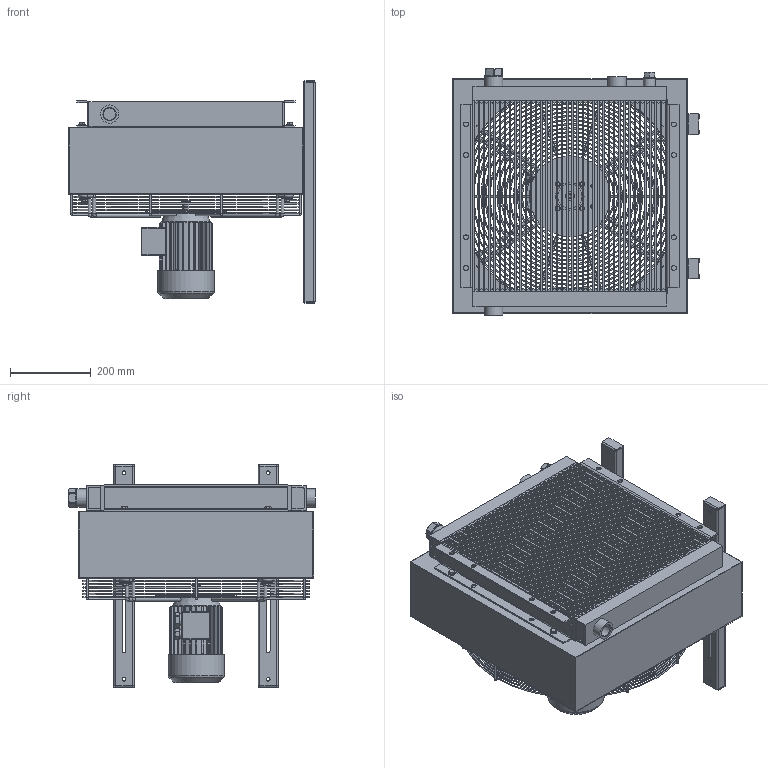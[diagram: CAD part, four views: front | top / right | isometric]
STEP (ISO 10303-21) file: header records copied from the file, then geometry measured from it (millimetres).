
FILE_DESCRIPTION((''),'2;1');
FILE_NAME('LAC2-023-6-D-00-000-0-0.stp','2008-06-05T11:02:47',('smasc'),(''),'Autodesk Inventor 2008','Autodesk Inventor 2008','');
FILE_SCHEMA(('AUTOMOTIVE_DESIGN { 1 0 10303 214 1 1 1 1 }'));
Length unit declared in the file: millimetre
Products named in the file (1): Part3
Bounding box: 610 x 609.5 x 550 mm (x, y, z)
Volume: 3910577.1 mm3; surface area: 5026687.7 mm2
Topology: 52 solids, 53 shells, 3981 faces, 10332 edges, 6693 vertices
Faces by surface type: plane 2467, bspline 834, cylinder 405, cone 212, torus 35, sphere 28
Full cylindrical faces by diameter (mm): 0.6 x3, 0.938 x1, 1.4 x1, 1.6 x1, 2 x1, 4.2 x1, 5 x13, 5.2 x1, 6 x4, 6.4 x4, 6.5 x4, 6.88 x1, 7 x1, 8 x36, 8.4 x8, 8.88 x4, 9 x6, 11.63 x8, 12 x7, 13 x2, 14 x1, 16 x8, 18.631 x1, 20 x1, 21 x3, 22 x2, 28 x4, 28.5 x1, 30 x2, 30.291 x1
Entity records: 131617 total; most frequent: CARTESIAN_POINT 37554, ORIENTED_EDGE 19792, DIRECTION 15598, EDGE_CURVE 9896, VERTEX_POINT 6576, VECTOR 6574, LINE 6574, EDGE_LOOP 4780
